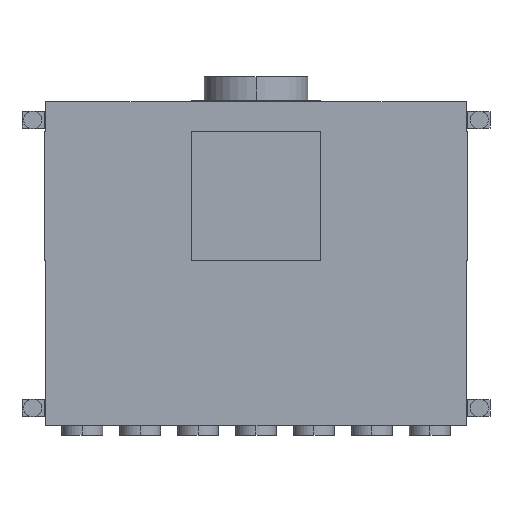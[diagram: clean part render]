
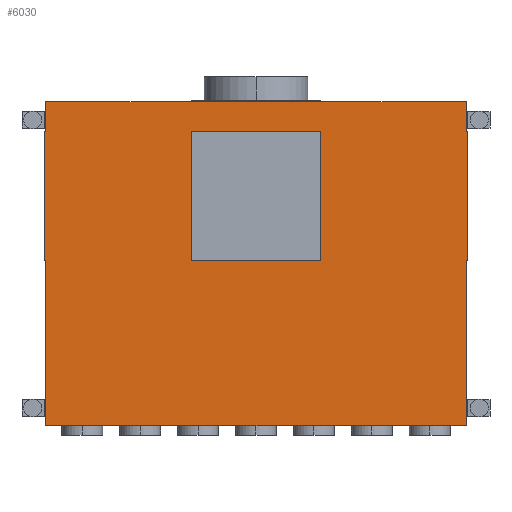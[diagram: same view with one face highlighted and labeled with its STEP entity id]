
A CAD part, top view. The second image highlights one B-rep face of the part: STEP entity #6030.
In plain terms, the highlighted planar face has unit normal (0, 0, 1).
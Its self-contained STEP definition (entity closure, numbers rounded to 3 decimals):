
#2140=CARTESIAN_POINT('',(325.,250.,200.));
#2150=DIRECTION('',(0.,-1.,0.));
#2160=VECTOR('',#2150,1.);
#2170=LINE('',#2140,#2160);
#2180=CARTESIAN_POINT('',(325.,250.,200.));
#2190=VERTEX_POINT('',#2180);
#2200=CARTESIAN_POINT('',(325.,205.,200.));
#2210=VERTEX_POINT('',#2200);
#2220=EDGE_CURVE('',#2190,#2210,#2170,.T.);
#2910=CARTESIAN_POINT('',(326.5,205.,200.));
#2920=VERTEX_POINT('',#2910);
#2950=CARTESIAN_POINT('',(325.,205.,200.));
#2960=DIRECTION('',(1.,0.,0.));
#2970=VECTOR('',#2960,1.);
#2980=LINE('',#2950,#2970);
#2990=EDGE_CURVE('',#2210,#2920,#2980,.T.);
#4030=CARTESIAN_POINT('',(325.,-250.,200.));
#4040=VERTEX_POINT('',#4030);
#4070=CARTESIAN_POINT('',(325.,5.,200.));
#4080=DIRECTION('',(0.,-1.,0.));
#4090=VECTOR('',#4080,1.);
#4100=LINE('',#4070,#4090);
#4110=CARTESIAN_POINT('',(325.,5.,200.));
#4120=VERTEX_POINT('',#4110);
#4130=EDGE_CURVE('',#4120,#4040,#4100,.T.);
#4630=CARTESIAN_POINT('',(325.,5.,200.));
#4640=DIRECTION('',(1.,0.,0.));
#4650=VECTOR('',#4640,1.);
#4660=LINE('',#4630,#4650);
#4670=CARTESIAN_POINT('',(326.5,5.,200.));
#4680=VERTEX_POINT('',#4670);
#4690=EDGE_CURVE('',#4120,#4680,#4660,.T.);
#4820=CARTESIAN_POINT('',(0.,0.,200.));
#4830=DIRECTION('',(0.,0.,1.));
#4840=DIRECTION('',(1.,0.,0.));
#4850=AXIS2_PLACEMENT_3D('',#4820,#4830,#4840);
#4860=PLANE('',#4850);
#4870=CARTESIAN_POINT('',(325.,-250.,200.));
#4880=DIRECTION('',(-1.,0.,0.));
#4890=VECTOR('',#4880,1.);
#4900=LINE('',#4870,#4890);
#4910=CARTESIAN_POINT('',(-325.,-250.,200.));
#4920=VERTEX_POINT('',#4910);
#4930=EDGE_CURVE('',#4040,#4920,#4900,.T.);
#4940=ORIENTED_EDGE('',*,*,#4930,.F.);
#4950=CARTESIAN_POINT('',(-325.,-250.,200.));
#4960=DIRECTION('',(0.,1.,0.));
#4970=VECTOR('',#4960,1.);
#4980=LINE('',#4950,#4970);
#4990=CARTESIAN_POINT('',(-325.,5.,200.));
#5000=VERTEX_POINT('',#4990);
#5010=EDGE_CURVE('',#4920,#5000,#4980,.T.);
#5020=ORIENTED_EDGE('',*,*,#5010,.F.);
#5030=CARTESIAN_POINT('',(-325.,5.,200.));
#5040=DIRECTION('',(-1.,0.,0.));
#5050=VECTOR('',#5040,1.);
#5060=LINE('',#5030,#5050);
#5070=CARTESIAN_POINT('',(-326.5,5.,200.));
#5080=VERTEX_POINT('',#5070);
#5090=EDGE_CURVE('',#5000,#5080,#5060,.T.);
#5100=ORIENTED_EDGE('',*,*,#5090,.F.);
#5110=CARTESIAN_POINT('',(-326.5,205.,200.));
#5120=DIRECTION('',(0.,-1.,0.));
#5130=VECTOR('',#5120,1.);
#5140=LINE('',#5110,#5130);
#5150=CARTESIAN_POINT('',(-326.5,205.,200.));
#5160=VERTEX_POINT('',#5150);
#5170=EDGE_CURVE('',#5160,#5080,#5140,.T.);
#5180=ORIENTED_EDGE('',*,*,#5170,.T.);
#5190=CARTESIAN_POINT('',(-325.,205.,200.));
#5200=DIRECTION('',(-1.,0.,0.));
#5210=VECTOR('',#5200,1.);
#5220=LINE('',#5190,#5210);
#5230=CARTESIAN_POINT('',(-325.,205.,200.));
#5240=VERTEX_POINT('',#5230);
#5250=EDGE_CURVE('',#5240,#5160,#5220,.T.);
#5260=ORIENTED_EDGE('',*,*,#5250,.T.);
#5270=CARTESIAN_POINT('',(-325.,205.,200.));
#5280=DIRECTION('',(0.,1.,0.));
#5290=VECTOR('',#5280,1.);
#5300=LINE('',#5270,#5290);
#5310=CARTESIAN_POINT('',(-325.,250.,200.));
#5320=VERTEX_POINT('',#5310);
#5330=EDGE_CURVE('',#5240,#5320,#5300,.T.);
#5340=ORIENTED_EDGE('',*,*,#5330,.F.);
#5350=CARTESIAN_POINT('',(-325.,250.,200.));
#5360=DIRECTION('',(1.,0.,0.));
#5370=VECTOR('',#5360,1.);
#5380=LINE('',#5350,#5370);
#5390=CARTESIAN_POINT('',(-100.,250.,200.));
#5400=VERTEX_POINT('',#5390);
#5410=EDGE_CURVE('',#5320,#5400,#5380,.T.);
#5420=ORIENTED_EDGE('',*,*,#5410,.F.);
#5430=CARTESIAN_POINT('',(-100.,250.,200.));
#5440=DIRECTION('',(1.,0.,0.));
#5450=VECTOR('',#5440,1.);
#5460=LINE('',#5430,#5450);
#5470=CARTESIAN_POINT('',(100.,250.,200.));
#5480=VERTEX_POINT('',#5470);
#5490=EDGE_CURVE('',#5400,#5480,#5460,.T.);
#5500=ORIENTED_EDGE('',*,*,#5490,.F.);
#5510=CARTESIAN_POINT('',(100.,250.,200.));
#5520=DIRECTION('',(1.,0.,0.));
#5530=VECTOR('',#5520,1.);
#5540=LINE('',#5510,#5530);
#5550=EDGE_CURVE('',#5480,#2190,#5540,.T.);
#5560=ORIENTED_EDGE('',*,*,#5550,.F.);
#5570=ORIENTED_EDGE('',*,*,#2220,.F.);
#5580=ORIENTED_EDGE('',*,*,#2990,.F.);
#5590=CARTESIAN_POINT('',(326.5,5.,200.));
#5600=DIRECTION('',(0.,1.,0.));
#5610=VECTOR('',#5600,1.);
#5620=LINE('',#5590,#5610);
#5630=EDGE_CURVE('',#4680,#2920,#5620,.T.);
#5640=ORIENTED_EDGE('',*,*,#5630,.T.);
#5650=ORIENTED_EDGE('',*,*,#4690,.T.);
#5660=ORIENTED_EDGE('',*,*,#4130,.F.);
#5670=EDGE_LOOP('',(#5660,#5650,#5640,#5580,#5570,#5560,#5500,#5420,
#5340,#5260,#5180,#5100,#5020,#4940));
#5680=FACE_OUTER_BOUND('',#5670,.T.);
#5690=CARTESIAN_POINT('',(100.,205.,200.));
#5700=DIRECTION('',(0.,-1.,0.));
#5710=VECTOR('',#5700,1.);
#5720=LINE('',#5690,#5710);
#5730=CARTESIAN_POINT('',(100.,205.,200.));
#5740=VERTEX_POINT('',#5730);
#5750=CARTESIAN_POINT('',(100.,5.,200.));
#5760=VERTEX_POINT('',#5750);
#5770=EDGE_CURVE('',#5740,#5760,#5720,.T.);
#5780=ORIENTED_EDGE('',*,*,#5770,.T.);
#5790=CARTESIAN_POINT('',(-100.,205.,200.));
#5800=DIRECTION('',(1.,0.,0.));
#5810=VECTOR('',#5800,1.);
#5820=LINE('',#5790,#5810);
#5830=CARTESIAN_POINT('',(-100.,205.,200.));
#5840=VERTEX_POINT('',#5830);
#5850=EDGE_CURVE('',#5840,#5740,#5820,.T.);
#5860=ORIENTED_EDGE('',*,*,#5850,.T.);
#5870=CARTESIAN_POINT('',(-100.,5.,200.));
#5880=DIRECTION('',(0.,1.,0.));
#5890=VECTOR('',#5880,1.);
#5900=LINE('',#5870,#5890);
#5910=CARTESIAN_POINT('',(-100.,5.,200.));
#5920=VERTEX_POINT('',#5910);
#5930=EDGE_CURVE('',#5920,#5840,#5900,.T.);
#5940=ORIENTED_EDGE('',*,*,#5930,.T.);
#5950=CARTESIAN_POINT('',(100.,5.,200.));
#5960=DIRECTION('',(-1.,0.,0.));
#5970=VECTOR('',#5960,1.);
#5980=LINE('',#5950,#5970);
#5990=EDGE_CURVE('',#5760,#5920,#5980,.T.);
#6000=ORIENTED_EDGE('',*,*,#5990,.T.);
#6010=EDGE_LOOP('',(#6000,#5940,#5860,#5780));
#6020=FACE_BOUND('',#6010,.T.);
#6030=ADVANCED_FACE('',(#5680,#6020),#4860,.T.);
